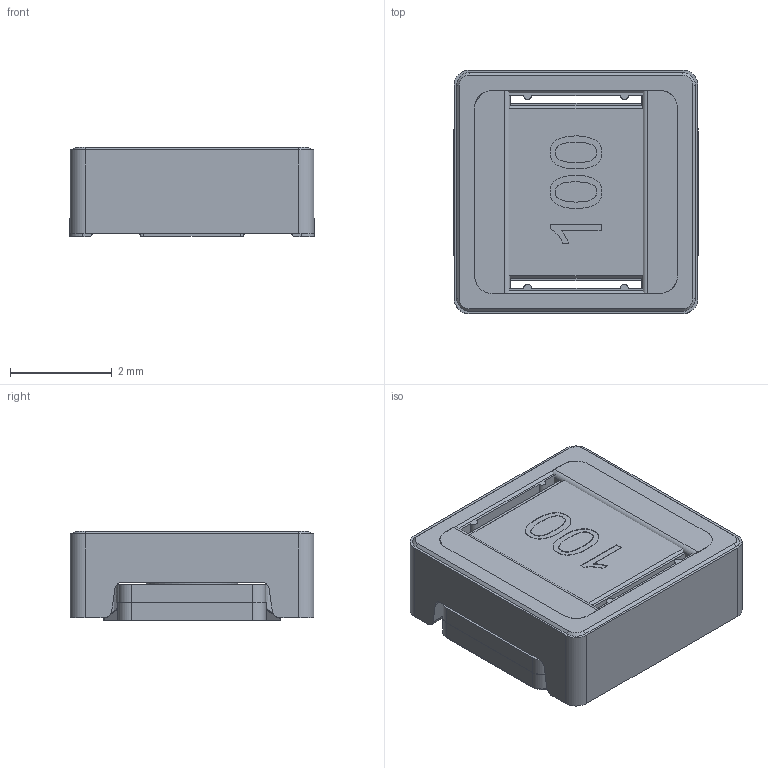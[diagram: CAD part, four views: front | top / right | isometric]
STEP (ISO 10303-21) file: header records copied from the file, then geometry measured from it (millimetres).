
FILE_DESCRIPTION( ('This file contains a STEP AP42 implementation' ,'as created by ZW3D STEP Interface translator.') ,'2;1' );
FILE_NAME( 'QS4818-L.stp' ,'151026. 832 4', (''), ('ZWCAD Software Co.'), 'Version 1.0', 'ZW3D to STEP translator', '' );
FILE_SCHEMA( ('CONFIG_CONTROL_DESIGN') );
Length unit declared in the file: millimetre
Products named in the file (1): 0
Bounding box: 4.82 x 4.8 x 1.76 mm (x, y, z)
Volume: 33.6 mm3; surface area: 191.9 mm2
Topology: 6 solids, 6 shells, 223 faces, 598 edges, 396 vertices
Faces by surface type: bspline 223
Entity records: 8577 total; most frequent: CARTESIAN_POINT 5058, ORIENTED_EDGE 1196, EDGE_CURVE 598, B_SPLINE_CURVE_WITH_KNOTS 450, VERTEX_POINT 396, EDGE_LOOP 234, FACE_OUTER_BOUND 223, ADVANCED_FACE 223
